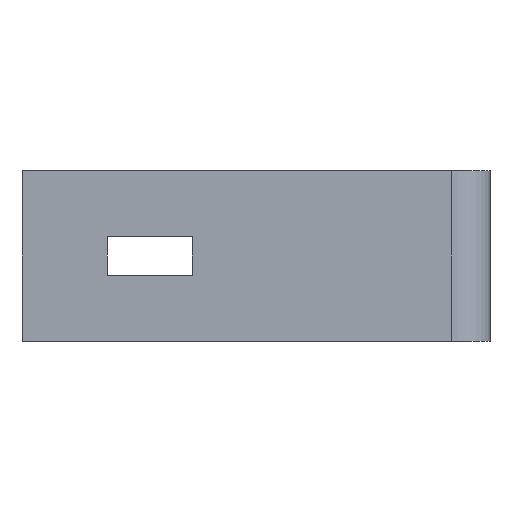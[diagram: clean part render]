
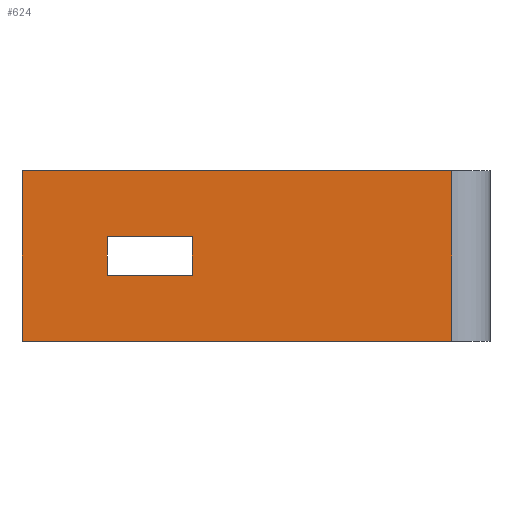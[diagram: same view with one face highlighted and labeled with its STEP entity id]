
A CAD part, left-side view. The second image highlights one B-rep face of the part: STEP entity #624.
In plain terms, the highlighted planar face has unit normal (-1, 0, 0).
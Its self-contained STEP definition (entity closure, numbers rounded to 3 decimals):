
#163=DIRECTION('',(0.,1.,0.));
#164=VECTOR('',#163,101.);
#165=CARTESIAN_POINT('',(40.212,137.864,-40.));
#166=LINE('',#165,#164);
#189=DIRECTION('',(0.,1.,0.));
#190=VECTOR('',#189,101.);
#191=CARTESIAN_POINT('',(40.212,137.864,0.));
#192=LINE('',#191,#190);
#193=DIRECTION('',(0.,0.,-1.));
#194=VECTOR('',#193,40.);
#195=CARTESIAN_POINT('',(40.212,238.864,0.));
#196=LINE('',#195,#194);
#201=DIRECTION('',(0.,0.,-1.));
#202=VECTOR('',#201,40.);
#203=CARTESIAN_POINT('',(40.212,137.864,0.));
#204=LINE('',#203,#202);
#249=DIRECTION('',(0.,1.,0.));
#250=VECTOR('',#249,20.);
#251=CARTESIAN_POINT('',(40.212,198.883,-15.5));
#252=LINE('',#251,#250);
#257=DIRECTION('',(0.,0.,-1.));
#258=VECTOR('',#257,9.);
#259=CARTESIAN_POINT('',(40.212,218.883,-15.5));
#260=LINE('',#259,#258);
#265=DIRECTION('',(0.,-1.,0.));
#266=VECTOR('',#265,20.);
#267=CARTESIAN_POINT('',(40.212,218.883,-24.5));
#268=LINE('',#267,#266);
#273=DIRECTION('',(0.,0.,1.));
#274=VECTOR('',#273,9.);
#275=CARTESIAN_POINT('',(40.212,198.883,-24.5));
#276=LINE('',#275,#274);
#319=CARTESIAN_POINT('',(40.212,137.864,-40.));
#320=CARTESIAN_POINT('',(40.212,238.864,-40.));
#321=VERTEX_POINT('',#319);
#322=VERTEX_POINT('',#320);
#323=CARTESIAN_POINT('',(40.212,137.864,0.));
#324=CARTESIAN_POINT('',(40.212,238.864,0.));
#325=VERTEX_POINT('',#323);
#326=VERTEX_POINT('',#324);
#327=CARTESIAN_POINT('',(40.212,218.883,-15.5));
#328=CARTESIAN_POINT('',(40.212,218.883,-24.5));
#329=VERTEX_POINT('',#327);
#330=VERTEX_POINT('',#328);
#333=CARTESIAN_POINT('',(40.212,198.883,-15.5));
#334=VERTEX_POINT('',#333);
#349=CARTESIAN_POINT('',(40.212,198.883,-24.5));
#350=VERTEX_POINT('',#349);
#602=CARTESIAN_POINT('',(40.212,238.864,-40.));
#603=DIRECTION('',(-1.,0.,0.));
#604=DIRECTION('',(0.,0.,1.));
#605=AXIS2_PLACEMENT_3D('',#602,#603,#604);
#606=PLANE('',#605);
#607=ORIENTED_EDGE('',*,*,#432,.F.);
#609=ORIENTED_EDGE('',*,*,#608,.T.);
#610=ORIENTED_EDGE('',*,*,#578,.T.);
#611=ORIENTED_EDGE('',*,*,#595,.F.);
#612=EDGE_LOOP('',(#607,#609,#610,#611));
#613=FACE_OUTER_BOUND('',#612,.F.);
#615=ORIENTED_EDGE('',*,*,#614,.T.);
#617=ORIENTED_EDGE('',*,*,#616,.T.);
#619=ORIENTED_EDGE('',*,*,#618,.T.);
#621=ORIENTED_EDGE('',*,*,#620,.T.);
#622=EDGE_LOOP('',(#615,#617,#619,#621));
#623=FACE_BOUND('',#622,.F.);
#624=ADVANCED_FACE('',(#613,#623),#606,.T.);
#432=EDGE_CURVE('',#325,#326,#192,.T.);
#578=EDGE_CURVE('',#321,#322,#166,.T.);
#595=EDGE_CURVE('',#326,#322,#196,.T.);
#608=EDGE_CURVE('',#325,#321,#204,.T.);
#614=EDGE_CURVE('',#334,#329,#252,.T.);
#616=EDGE_CURVE('',#329,#330,#260,.T.);
#618=EDGE_CURVE('',#330,#350,#268,.T.);
#620=EDGE_CURVE('',#350,#334,#276,.T.);
